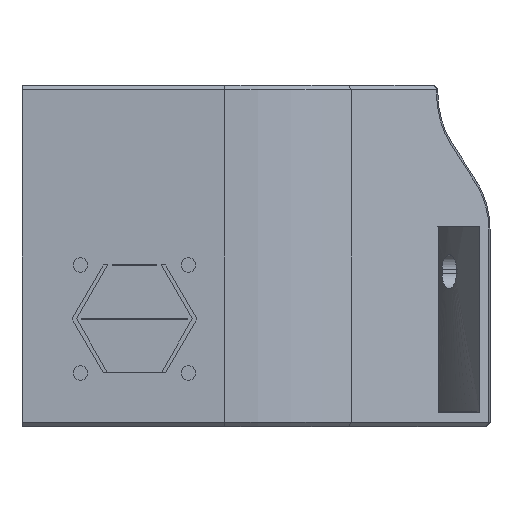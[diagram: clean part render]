
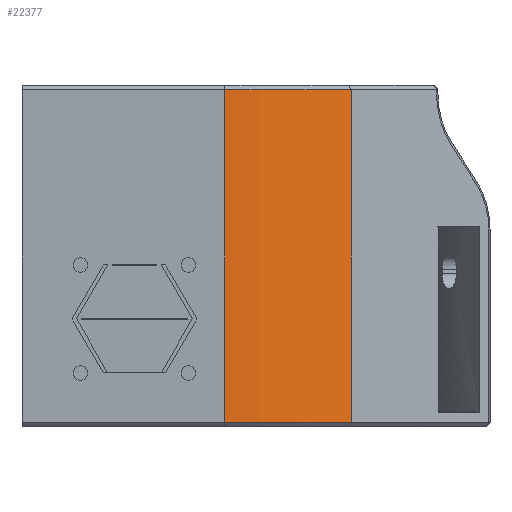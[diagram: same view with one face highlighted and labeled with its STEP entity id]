
A CAD part, left-side view. The second image highlights one B-rep face of the part: STEP entity #22377.
In plain terms, the highlighted cylindrical face has radius 50 mm (diameter 100 mm), a partial arc.
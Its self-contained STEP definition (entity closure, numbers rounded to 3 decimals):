
#10217 = VERTEX_POINT('',#10218);
#10218 = CARTESIAN_POINT('',(-106.671,171.953,-43.));
#10241 = VERTEX_POINT('',#10242);
#10242 = CARTESIAN_POINT('',(-97.989,143.797,-43.));
#10250 = EDGE_CURVE('',#10241,#10217,#10251,.T.);
#10251 = CIRCLE('',#10252,50.);
#10252 = AXIS2_PLACEMENT_3D('',#10253,#10254,#10255);
#10253 = CARTESIAN_POINT('',(-56.671,171.953,-43.));
#10254 = DIRECTION('',(0.,0.,-1.));
#10255 = DIRECTION('',(-0.826,-0.563,
    0.));
#14203 = EDGE_CURVE('',#10241,#14204,#14206,.T.);
#14204 = VERTEX_POINT('',#14205);
#14205 = CARTESIAN_POINT('',(-97.989,143.797,31.));
#14206 = LINE('',#14207,#14208);
#14207 = CARTESIAN_POINT('',(-97.989,143.797,30.));
#14208 = VECTOR('',#14209,1.);
#14209 = DIRECTION('',(0.,0.,1.));
#22213 = EDGE_CURVE('',#22214,#10217,#22216,.T.);
#22214 = VERTEX_POINT('',#22215);
#22215 = CARTESIAN_POINT('',(-106.671,171.953,31.));
#22216 = LINE('',#22217,#22218);
#22217 = CARTESIAN_POINT('',(-106.671,171.953,30.));
#22218 = VECTOR('',#22219,1.);
#22219 = DIRECTION('',(0.,0.,-1.));
#22377 = ADVANCED_FACE('',(#22378),#22390,.T.);
#22378 = FACE_BOUND('',#22379,.F.);
#22379 = EDGE_LOOP('',(#22380,#22381,#22388,#22389));
#22380 = ORIENTED_EDGE('',*,*,#22213,.F.);
#22381 = ORIENTED_EDGE('',*,*,#22382,.F.);
#22382 = EDGE_CURVE('',#14204,#22214,#22383,.T.);
#22383 = CIRCLE('',#22384,50.);
#22384 = AXIS2_PLACEMENT_3D('',#22385,#22386,#22387);
#22385 = CARTESIAN_POINT('',(-56.671,171.953,31.));
#22386 = DIRECTION('',(-0.,0.,-1.));
#22387 = DIRECTION('',(-0.826,-0.563,0.));
#22388 = ORIENTED_EDGE('',*,*,#14203,.F.);
#22389 = ORIENTED_EDGE('',*,*,#10250,.T.);
#22390 = CYLINDRICAL_SURFACE('',#22391,50.);
#22391 = AXIS2_PLACEMENT_3D('',#22392,#22393,#22394);
#22392 = CARTESIAN_POINT('',(-56.671,171.953,30.));
#22393 = DIRECTION('',(0.,0.,-1.));
#22394 = DIRECTION('',(1.,0.,0.));
